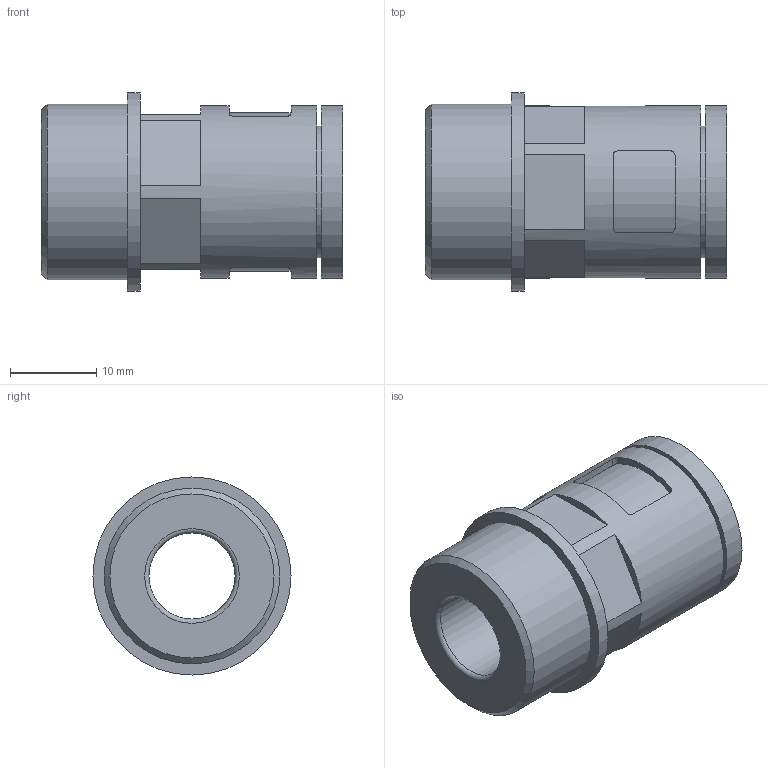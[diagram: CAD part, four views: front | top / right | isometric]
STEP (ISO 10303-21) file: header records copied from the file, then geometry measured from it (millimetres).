
FILE_DESCRIPTION( ( 'STEP AP203' ), '1' );
FILE_NAME( 'FLEXA RQG1-P 5020.063.206.stp', '2020-03-27T13:08:45', ( 'License CC BY-ND 4.0' ), ( 'CADENAS' ), ' ', 'PARTsolutions', ' ' );
FILE_SCHEMA( ( 'CONFIG_CONTROL_DESIGN' ) );
Length unit declared in the file: millimetre
Products named in the file (1): _FLEXA RQG1-P 5020.063.206
Bounding box: 35 x 23 x 23 mm (x, y, z)
Volume: 6407 mm3; surface area: 4699.7 mm2
Topology: 1 solids, 1 shells, 50 faces, 119 edges, 78 vertices
Faces by surface type: plane 28, cylinder 18, torus 3, cone 1
Full cylindrical faces by diameter (mm): 10 x1, 13 x1, 15.3 x1, 15.5 x1, 20 x2, 20.4 x1, 23 x1
Entity records: 1478 total; most frequent: CARTESIAN_POINT 333, DIRECTION 228, ORIENTED_EDGE 206, EDGE_CURVE 103, AXIS2_PLACEMENT_3D 90, VERTEX_POINT 75, EDGE_LOOP 72, FACE_OUTER_BOUND 61
